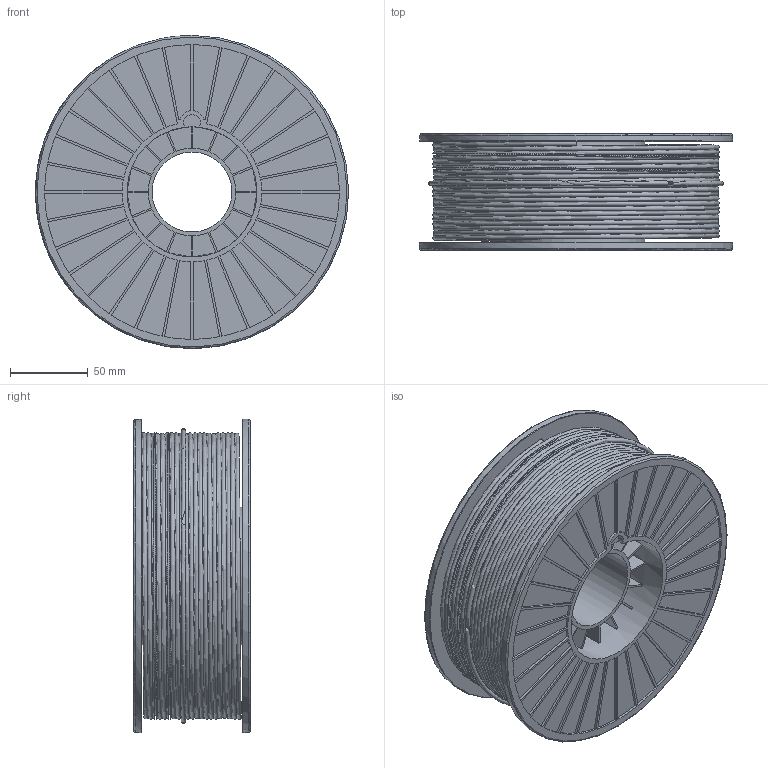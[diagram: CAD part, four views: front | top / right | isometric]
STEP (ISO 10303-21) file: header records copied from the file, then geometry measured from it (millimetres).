
FILE_DESCRIPTION(/* description */ (''),/* implementation_level */ '2;1');
FILE_NAME(/* name */ 'CUON_NHUA-1KG.stp',/* time_stamp */ '2018-11-08T10:58:55+07:00',/* author */ ('ksk20'),/* organization */ (''),/* preprocessor_version */ 'ST-DEVELOPER v16.13',/* originating_system */ 'Autodesk Inventor 2018',/* authorisation */ '');
FILE_SCHEMA (('AUTOMOTIVE_DESIGN { 1 0 10303 214 3 1 1 }'));
Length unit declared in the file: millimetre
Products named in the file (1): CUON_NHUA-1KG
Bounding box: 202 x 75 x 202 mm (x, y, z)
Volume: 382151.4 mm3; surface area: 324680.9 mm2
Topology: 2 solids, 2 shells, 486 faces, 1213 edges, 808 vertices
Faces by surface type: plane 290, cylinder 188, torus 7, bspline 1
Full cylindrical faces by diameter (mm): 51.5 x1, 84 x1, 89 x1, 202 x2
Entity records: 20947 total; most frequent: CARTESIAN_POINT 8927, DIRECTION 2578, ORIENTED_EDGE 2388, EDGE_CURVE 1194, AXIS2_PLACEMENT_3D 902, VERTEX_POINT 801, LINE 774, VECTOR 774
